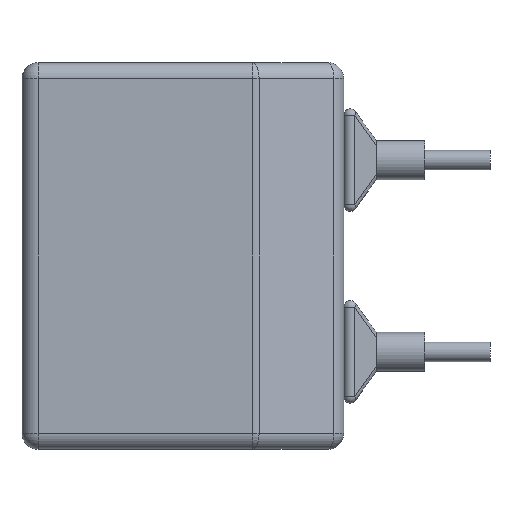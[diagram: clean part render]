
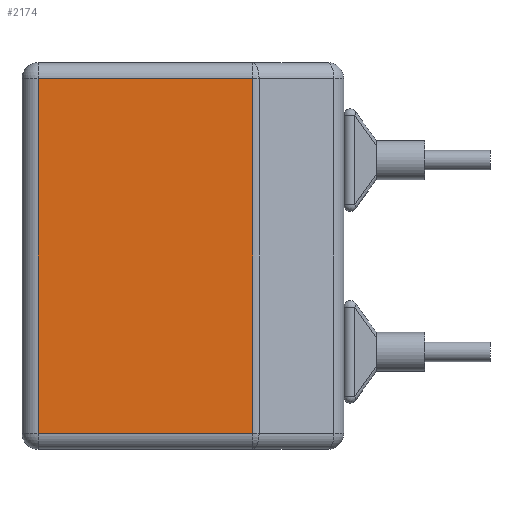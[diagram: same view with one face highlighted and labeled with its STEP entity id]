
A CAD part, left-side view. The second image highlights one B-rep face of the part: STEP entity #2174.
In plain terms, the highlighted planar face has unit normal (-1, 0, 0).
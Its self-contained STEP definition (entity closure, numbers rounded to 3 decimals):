
#1864 = EDGE_CURVE('',#1865,#1867,#1869,.T.);
#1865 = VERTEX_POINT('',#1866);
#1866 = CARTESIAN_POINT('',(-2.65,2.802,-5.45));
#1867 = VERTEX_POINT('',#1868);
#1868 = CARTESIAN_POINT('',(-2.65,2.802,5.45));
#1869 = LINE('',#1870,#1871);
#1870 = CARTESIAN_POINT('',(-2.65,2.802,-5.95));
#1871 = VECTOR('',#1872,1.);
#1872 = DIRECTION('',(0.,0.,1.));
#1916 = VERTEX_POINT('',#1917);
#1917 = CARTESIAN_POINT('',(-2.65,9.4,-5.45));
#1932 = EDGE_CURVE('',#1916,#1865,#1933,.T.);
#1933 = LINE('',#1934,#1935);
#1934 = CARTESIAN_POINT('',(-2.65,9.9,-5.45));
#1935 = VECTOR('',#1936,1.);
#1936 = DIRECTION('',(0.,-1.,0.));
#2031 = VERTEX_POINT('',#2032);
#2032 = CARTESIAN_POINT('',(-2.65,9.4,5.45));
#2047 = EDGE_CURVE('',#2031,#1867,#2048,.T.);
#2048 = LINE('',#2049,#2050);
#2049 = CARTESIAN_POINT('',(-2.65,9.9,5.45));
#2050 = VECTOR('',#2051,1.);
#2051 = DIRECTION('',(0.,-1.,0.));
#2174 = ADVANCED_FACE('',(#2175),#2186,.F.);
#2175 = FACE_BOUND('',#2176,.F.);
#2176 = EDGE_LOOP('',(#2177,#2183,#2184,#2185));
#2177 = ORIENTED_EDGE('',*,*,#2178,.T.);
#2178 = EDGE_CURVE('',#1916,#2031,#2179,.T.);
#2179 = LINE('',#2180,#2181);
#2180 = CARTESIAN_POINT('',(-2.65,9.4,-5.95));
#2181 = VECTOR('',#2182,1.);
#2182 = DIRECTION('',(0.,0.,1.));
#2183 = ORIENTED_EDGE('',*,*,#2047,.T.);
#2184 = ORIENTED_EDGE('',*,*,#1864,.F.);
#2185 = ORIENTED_EDGE('',*,*,#1932,.F.);
#2186 = PLANE('',#2187);
#2187 = AXIS2_PLACEMENT_3D('',#2188,#2189,#2190);
#2188 = CARTESIAN_POINT('',(-2.65,9.9,-5.95));
#2189 = DIRECTION('',(1.,0.,0.));
#2190 = DIRECTION('',(0.,-1.,0.));
